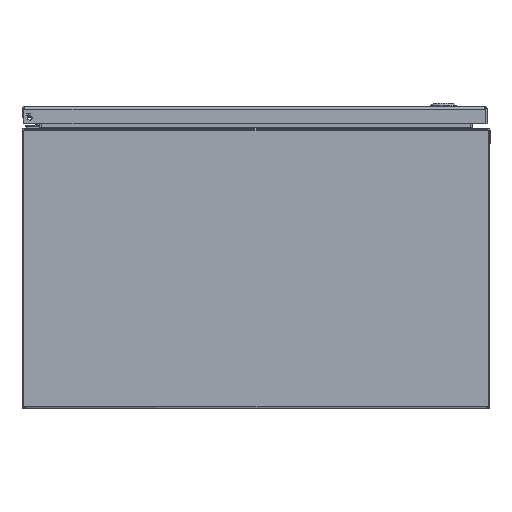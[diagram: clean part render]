
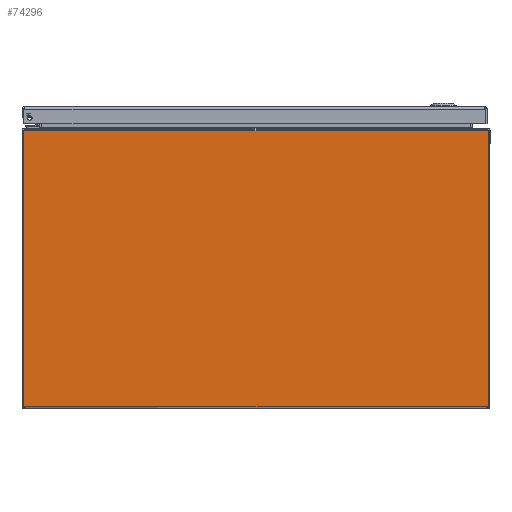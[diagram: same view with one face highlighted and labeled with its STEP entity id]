
A CAD part, front view. The second image highlights one B-rep face of the part: STEP entity #74296.
In plain terms, the highlighted planar face has unit normal (0, -1, 0).
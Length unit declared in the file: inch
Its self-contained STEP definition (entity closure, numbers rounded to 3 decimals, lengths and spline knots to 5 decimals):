
#2723 = LINE ( 'NONE', #112052, #83002 ) ;
#5305 = AXIS2_PLACEMENT_3D ( 'NONE', #78581, #69727, #69324 ) ;
#6414 = CARTESIAN_POINT ( 'NONE',  ( 0.11361, 0., 0.10525 ) ) ;
#8199 = DIRECTION ( 'NONE',  ( 1., 0., 0. ) ) ;
#9048 = LINE ( 'NONE', #6414, #94939 ) ;
#15307 = CARTESIAN_POINT ( 'NONE',  ( 10., 0., 6.0089 ) ) ;
#20509 = CARTESIAN_POINT ( 'NONE',  ( 0.06153, 0., 0.06153 ) ) ;
#20634 = CARTESIAN_POINT ( 'NONE',  ( 0.037, 0., 0.12495 ) ) ;
#21104 = EDGE_CURVE ( 'NONE', #79847, #83401, #102392, .T. ) ;
#21172 = EDGE_CURVE ( 'NONE', #50582, #49847, #60862, .T. ) ;
#24213 = DIRECTION ( 'NONE',  ( -1., 0., 0. ) ) ;
#24819 = CARTESIAN_POINT ( 'NONE',  ( 19.963, 0., 0.12495 ) ) ;
#24937 = ORIENTED_EDGE ( 'NONE', *, *, #21104, .F. ) ;
#25654 = LINE ( 'NONE', #33263, #49213 ) ;
#27350 = CARTESIAN_POINT ( 'NONE',  ( 19.91495, 0., 11.89475 ) ) ;
#28346 = DIRECTION ( 'NONE',  ( 0., 0., 1. ) ) ;
#29414 = DIRECTION ( 'NONE',  ( 0., 0., -1. ) ) ;
#33263 = CARTESIAN_POINT ( 'NONE',  ( 10., 0., 11.89475 ) ) ;
#34301 = CARTESIAN_POINT ( 'NONE',  ( 0.08505, 0., 11.89475 ) ) ;
#35934 = ORIENTED_EDGE ( 'NONE', *, *, #65960, .T. ) ;
#40107 = VECTOR ( 'NONE', #28346, 39.37008 ) ;
#41310 = ORIENTED_EDGE ( 'NONE', *, *, #72027, .F. ) ;
#41972 = CARTESIAN_POINT ( 'NONE',  ( 10., 0., 11.89475 ) ) ;
#42797 = CARTESIAN_POINT ( 'NONE',  ( 19.963, 0., 11.89475 ) ) ;
#43169 = ORIENTED_EDGE ( 'NONE', *, *, #62072, .F. ) ;
#46534 = CARTESIAN_POINT ( 'NONE',  ( 0.037, 0., 0.10525 ) ) ;
#49213 = VECTOR ( 'NONE', #68874, 39.37008 ) ;
#49799 = DIRECTION ( 'NONE',  ( 0., 1., 0. ) ) ;
#49847 = VERTEX_POINT ( 'NONE', #90081 ) ;
#50582 = VERTEX_POINT ( 'NONE', #20634 ) ;
#51338 = ORIENTED_EDGE ( 'NONE', *, *, #70545, .F. ) ;
#60862 = LINE ( 'NONE', #46534, #40107 ) ;
#62072 = EDGE_CURVE ( 'NONE', #102654, #79847, #103111, .T. ) ;
#65960 = EDGE_CURVE ( 'NONE', #90329, #114586, #84136, .T. ) ;
#67750 = VECTOR ( 'NONE', #86475, 39.37008 ) ;
#68124 = ORIENTED_EDGE ( 'NONE', *, *, #111340, .F. ) ;
#68874 = DIRECTION ( 'NONE',  ( 1., 0., 0. ) ) ;
#69324 = DIRECTION ( 'NONE',  ( 0., 0., -1. ) ) ;
#69727 = DIRECTION ( 'NONE',  ( 0., 1., 0. ) ) ;
#70545 = EDGE_CURVE ( 'NONE', #83401, #114586, #2723, .T. ) ;
#72027 = EDGE_CURVE ( 'NONE', #49847, #102654, #25654, .T. ) ;
#74296 = ADVANCED_FACE ( 'NONE', ( #113438 ), #102814, .F. ) ;
#74598 = ORIENTED_EDGE ( 'NONE', *, *, #92438, .T. ) ;
#76608 = EDGE_LOOP ( 'NONE', ( #43169, #41310, #87791, #74598, #68124, #35934, #51338, #24937 ) ) ;
#78581 = CARTESIAN_POINT ( 'NONE',  ( 19.93847, 0., 0.06153 ) ) ;
#79847 = VERTEX_POINT ( 'NONE', #27350 ) ;
#80080 = CARTESIAN_POINT ( 'NONE',  ( 0.11361, 0., 0.10525 ) ) ;
#82429 = AXIS2_PLACEMENT_3D ( 'NONE', #20509, #82439, #29414 ) ;
#82439 = DIRECTION ( 'NONE',  ( 0., 1., 0. ) ) ;
#83002 = VECTOR ( 'NONE', #103154, 39.37008 ) ;
#83401 = VERTEX_POINT ( 'NONE', #42797 ) ;
#84136 = CIRCLE ( 'NONE', #5305, 0.068 ) ;
#86475 = DIRECTION ( 'NONE',  ( 1., 0., 0. ) ) ;
#87791 = ORIENTED_EDGE ( 'NONE', *, *, #21172, .F. ) ;
#90081 = CARTESIAN_POINT ( 'NONE',  ( 0.037, 0., 11.89475 ) ) ;
#90329 = VERTEX_POINT ( 'NONE', #108924 ) ;
#92438 = EDGE_CURVE ( 'NONE', #50582, #102145, #105877, .T. ) ;
#94939 = VECTOR ( 'NONE', #24213, 39.37008 ) ;
#97609 = CARTESIAN_POINT ( 'NONE',  ( 10., 0., 11.89475 ) ) ;
#102145 = VERTEX_POINT ( 'NONE', #80080 ) ;
#102392 = LINE ( 'NONE', #41972, #67750 ) ;
#102654 = VERTEX_POINT ( 'NONE', #34301 ) ;
#102814 = PLANE ( 'NONE',  #114658 ) ;
#103111 = LINE ( 'NONE', #97609, #111457 ) ;
#103154 = DIRECTION ( 'NONE',  ( 0., 0., -1. ) ) ;
#105877 = CIRCLE ( 'NONE', #82429, 0.068 ) ;
#108924 = CARTESIAN_POINT ( 'NONE',  ( 19.88639, 0., 0.10525 ) ) ;
#111340 = EDGE_CURVE ( 'NONE', #90329, #102145, #9048, .T. ) ;
#111457 = VECTOR ( 'NONE', #8199, 39.37008 ) ;
#111733 = DIRECTION ( 'NONE',  ( 0., 0., 1. ) ) ;
#112052 = CARTESIAN_POINT ( 'NONE',  ( 19.963, 0., 0.10525 ) ) ;
#113438 = FACE_OUTER_BOUND ( 'NONE', #76608, .T. ) ;
#114586 = VERTEX_POINT ( 'NONE', #24819 ) ;
#114658 = AXIS2_PLACEMENT_3D ( 'NONE', #15307, #49799, #111733 ) ;
